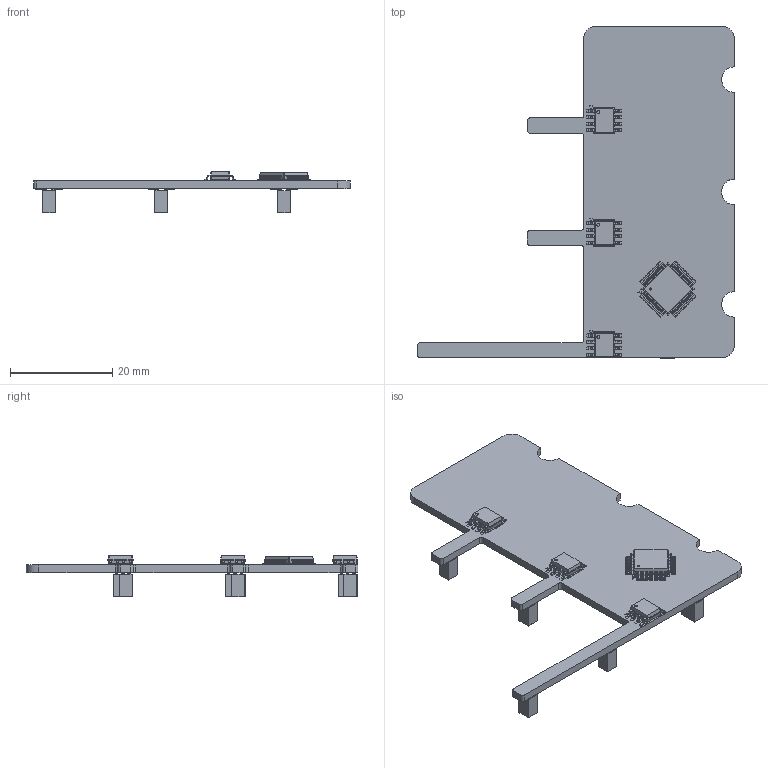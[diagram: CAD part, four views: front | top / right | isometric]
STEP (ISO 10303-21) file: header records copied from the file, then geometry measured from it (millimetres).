
FILE_DESCRIPTION(('KiCad electronic assembly'),'2;1');
FILE_NAME('logic.step','2025-11-09T10:40:40',('Pcbnew'),('Kicad'), 'Open CASCADE STEP processor 7.9','KiCad to STEP converter','Unknown' );
FILE_SCHEMA(('AUTOMOTIVE_DESIGN { 1 0 10303 214 1 1 1 1 }'));
Length unit declared in the file: millimetre
Products named in the file (9): logic 1; SOIC-8_3.9x4.9mm_P1.27mm; LQFP-48_7x7mm_P0.5mm; PinSocket_2x02_P1.27mm_Vertical_SMD; PinSocket_2x03_P1.27mm_Vertical_SMD; logic_pad; logic_silkscreen; logic_PCB
Assembly tree (15 placements, depth 2):
  logic 1
    SOIC-8_3.9x4.9mm_P1.27mm  x3
    LQFP-48_7x7mm_P0.5mm
    PinSocket_2x02_P1.27mm_Vertical_SMD  x4
    PinSocket_2x03_P1.27mm_Vertical_SMD  x3
    logic_pad
    logic_silkscreen
    logic_silkscreen
    logic_PCB
Bounding box: 62 x 65 x 8.04 mm (x, y, z)
Volume: 3485.5 mm3; surface area: 5955.4 mm2
Topology: 118 solids, 153 shells, 3273 faces, 8548 edges, 5618 vertices
Faces by surface type: plane 2514, cylinder 695, bspline 64
Entity records: 80240 total; most frequent: CARTESIAN_POINT 12075, DIRECTION 11409, ORIENTED_EDGE 11289, EDGE_CURVE 5818, LINE 4517, VECTOR 4517, VERTEX_POINT 3888, AXIS2_PLACEMENT_3D 3446
